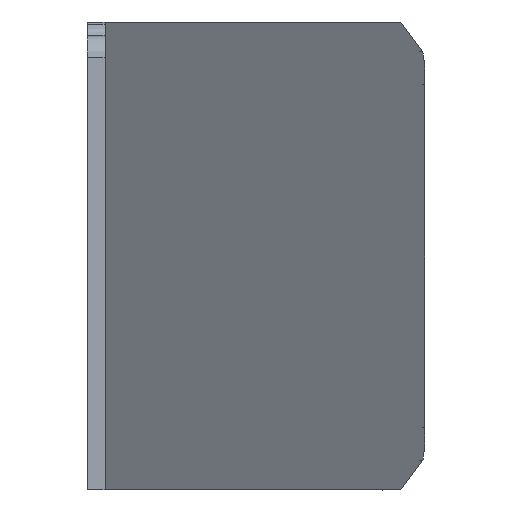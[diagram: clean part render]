
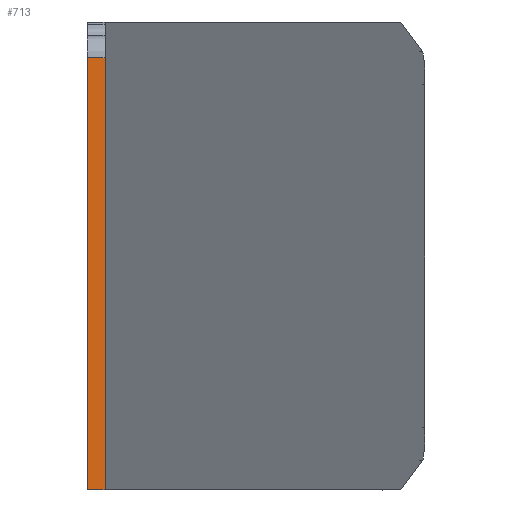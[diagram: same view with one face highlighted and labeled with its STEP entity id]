
A CAD part, front view. The second image highlights one B-rep face of the part: STEP entity #713.
In plain terms, the highlighted free-form (B-spline) face has degree [1, 1] with [2, 2] control points.
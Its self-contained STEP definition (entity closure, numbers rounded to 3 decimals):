
#3 = CARTESIAN_POINT ( 'NONE',  ( 1366.575, 401., 0. ) ) ;
#25 = CARTESIAN_POINT ( 'NONE',  ( 1374.575, 401., 0. ) ) ;
#40 = CARTESIAN_POINT ( 'NONE',  ( 1366.575, 401., 193. ) ) ;
#54 = ORIENTED_EDGE ( 'NONE', *, *, #198, .T. ) ;
#96 = CARTESIAN_POINT ( 'NONE',  ( 1366.575, 401., 0. ) ) ;
#108 = CARTESIAN_POINT ( 'NONE',  ( 1374.575, 401., 0. ) ) ;
#141 = FACE_OUTER_BOUND ( 'NONE', #757, .T. ) ;
#168 = CARTESIAN_POINT ( 'NONE',  ( 1366.575, 401., 193. ) ) ;
#196 = CARTESIAN_POINT ( 'NONE',  ( 1366.575, 401., 0. ) ) ;
#198 = EDGE_CURVE ( 'NONE', #878, #376, #522, .T. ) ;
#224 = VERTEX_POINT ( 'NONE', #108 ) ;
#244 = CARTESIAN_POINT ( 'NONE',  ( 1374.575, 401., 193. ) ) ;
#291 = ORIENTED_EDGE ( 'NONE', *, *, #545, .T. ) ;
#292 = EDGE_CURVE ( 'NONE', #878, #224, #354, .T. ) ;
#314 = CARTESIAN_POINT ( 'NONE',  ( 1366.575, 401., 193. ) ) ;
#317 = B_SPLINE_CURVE_WITH_KNOTS ( 'NONE', 1,
 ( #40, #196 ),
 .UNSPECIFIED., .F., .F.,
 ( 2, 2 ),
 ( 0., 1. ),
 .UNSPECIFIED. ) ;
#350 = B_SPLINE_SURFACE_WITH_KNOTS ( 'NONE', 1, 1, ( 
 ( #96, #25 ),
 ( #786, #244 ) ),
 .UNSPECIFIED., .F., .F., .F.,
 ( 2, 2 ),
 ( 2, 2 ),
 ( 0., 1. ),
 ( 0., 1. ),
 .UNSPECIFIED. ) ;
#354 = B_SPLINE_CURVE_WITH_KNOTS ( 'NONE', 1,
 ( #418, #550 ),
 .UNSPECIFIED., .F., .F.,
 ( 2, 2 ),
 ( 0., 1. ),
 .UNSPECIFIED. ) ;
#376 = VERTEX_POINT ( 'NONE', #168 ) ;
#418 = CARTESIAN_POINT ( 'NONE',  ( 1374.575, 401., 193. ) ) ;
#426 = ORIENTED_EDGE ( 'NONE', *, *, #292, .F. ) ;
#495 = ORIENTED_EDGE ( 'NONE', *, *, #677, .T. ) ;
#522 = B_SPLINE_CURVE_WITH_KNOTS ( 'NONE', 1,
 ( #589, #314 ),
 .UNSPECIFIED., .F., .F.,
 ( 2, 2 ),
 ( 0., 1. ),
 .UNSPECIFIED. ) ;
#545 = EDGE_CURVE ( 'NONE', #376, #623, #317, .T. ) ;
#550 = CARTESIAN_POINT ( 'NONE',  ( 1374.575, 401., 0. ) ) ;
#589 = CARTESIAN_POINT ( 'NONE',  ( 1374.575, 401., 193. ) ) ;
#623 = VERTEX_POINT ( 'NONE', #712 ) ;
#677 = EDGE_CURVE ( 'NONE', #623, #224, #915, .T. ) ;
#712 = CARTESIAN_POINT ( 'NONE',  ( 1366.575, 401., 0. ) ) ;
#713 = ADVANCED_FACE ( 'NONE', ( #141 ), #350, .F. ) ;
#757 = EDGE_LOOP ( 'NONE', ( #495, #426, #54, #291 ) ) ;
#786 = CARTESIAN_POINT ( 'NONE',  ( 1366.575, 401., 193. ) ) ;
#844 = CARTESIAN_POINT ( 'NONE',  ( 1374.575, 401., 0. ) ) ;
#878 = VERTEX_POINT ( 'NONE', #886 ) ;
#886 = CARTESIAN_POINT ( 'NONE',  ( 1374.575, 401., 193. ) ) ;
#915 = B_SPLINE_CURVE_WITH_KNOTS ( 'NONE', 1,
 ( #3, #844 ),
 .UNSPECIFIED., .F., .F.,
 ( 2, 2 ),
 ( 0., 1. ),
 .UNSPECIFIED. ) ;
